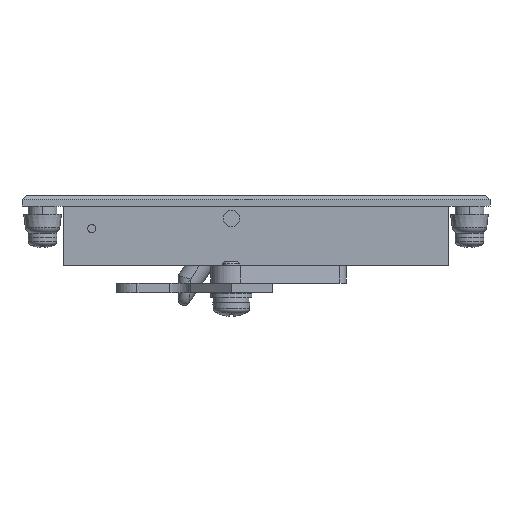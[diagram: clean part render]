
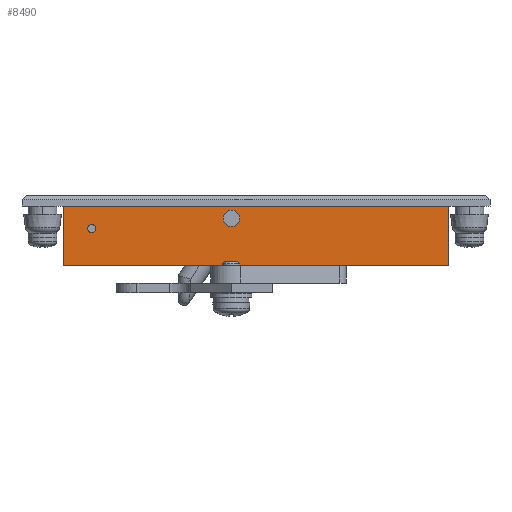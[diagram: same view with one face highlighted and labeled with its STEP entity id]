
A CAD part, left-side view. The second image highlights one B-rep face of the part: STEP entity #8490.
In plain terms, the highlighted planar face has unit normal (-1, 0, 0).
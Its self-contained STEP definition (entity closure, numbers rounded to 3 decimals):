
#158 = ORIENTED_EDGE ( 'NONE', *, *, #694, .F. ) ;
#516 = CARTESIAN_POINT ( 'NONE',  ( -10.5, 41., 121.325 ) ) ;
#694 = EDGE_CURVE ( 'NONE', #10103, #12849, #6620, .T. ) ;
#799 = VERTEX_POINT ( 'NONE', #7654 ) ;
#1590 = EDGE_CURVE ( 'NONE', #2003, #799, #13021, .T. ) ;
#2003 = VERTEX_POINT ( 'NONE', #4454 ) ;
#2206 = VERTEX_POINT ( 'NONE', #4553 ) ;
#2345 = VERTEX_POINT ( 'NONE', #2497 ) ;
#2382 = CARTESIAN_POINT ( 'NONE',  ( -10.5, 34., -3.5 ) ) ;
#2497 = CARTESIAN_POINT ( 'NONE',  ( -10.5, 41., -11.5 ) ) ;
#2651 = DIRECTION ( 'NONE',  ( 0., 0., -1. ) ) ;
#2726 = VERTEX_POINT ( 'NONE', #3500 ) ;
#2983 = DIRECTION ( 'NONE',  ( 0., 1., 0. ) ) ;
#3001 = PLANE ( 'NONE',  #9116 ) ;
#3094 = AXIS2_PLACEMENT_3D ( 'NONE', #6758, #7865, #10249 ) ;
#3473 = CARTESIAN_POINT ( 'NONE',  ( -10.5, 34., -2.5 ) ) ;
#3494 = EDGE_CURVE ( 'NONE', #7073, #2726, #12782, .T. ) ;
#3500 = CARTESIAN_POINT ( 'NONE',  ( -10.5, 34., -1.5 ) ) ;
#3906 = EDGE_CURVE ( 'NONE', #2726, #7073, #7447, .T. ) ;
#4454 = CARTESIAN_POINT ( 'NONE',  ( -10.5, -53., 3. ) ) ;
#4453 = AXIS2_PLACEMENT_3D ( 'NONE', #10939, #7553, #12069 ) ;
#4530 = LINE ( 'NONE', #10238, #5258 ) ;
#4552 = DIRECTION ( 'NONE',  ( 0., 1., 0. ) ) ;
#4553 = CARTESIAN_POINT ( 'NONE',  ( -10.5, 41., 3. ) ) ;
#5143 = EDGE_CURVE ( 'NONE', #799, #2345, #4530, .T. ) ;
#5165 = ORIENTED_EDGE ( 'NONE', *, *, #3494, .F. ) ;
#5258 = VECTOR ( 'NONE', #4552, 1000. ) ;
#5439 = EDGE_CURVE ( 'NONE', #2206, #2345, #13458, .T. ) ;
#5958 = DIRECTION ( 'NONE',  ( -1., 0., 0. ) ) ;
#6441 = EDGE_LOOP ( 'NONE', ( #5165, #7912 ) ) ;
#6479 = EDGE_LOOP ( 'NONE', ( #8592, #10141, #11076, #11898 ) ) ;
#6620 = CIRCLE ( 'NONE', #7516, 2. ) ;
#6758 = CARTESIAN_POINT ( 'NONE',  ( -10.5, 0., 0. ) ) ;
#7010 = DIRECTION ( 'NONE',  ( 0., -1., 0. ) ) ;
#7073 = VERTEX_POINT ( 'NONE', #2382 ) ;
#7109 = CIRCLE ( 'NONE', #3094, 2. ) ;
#7141 = LINE ( 'NONE', #10168, #12831 ) ;
#7294 = FACE_BOUND ( 'NONE', #12234, .T. ) ;
#7389 = CARTESIAN_POINT ( 'NONE',  ( -10.5, 0., 2. ) ) ;
#7447 = CIRCLE ( 'NONE', #4453, 1. ) ;
#7450 = EDGE_CURVE ( 'NONE', #2003, #2206, #7141, .T. ) ;
#7473 = CARTESIAN_POINT ( 'NONE',  ( -10.5, 41., 121.325 ) ) ;
#7516 = AXIS2_PLACEMENT_3D ( 'NONE', #12673, #5958, #7010 ) ;
#7553 = DIRECTION ( 'NONE',  ( -1., 0., 0. ) ) ;
#7654 = CARTESIAN_POINT ( 'NONE',  ( -10.5, -53., -11.5 ) ) ;
#7865 = DIRECTION ( 'NONE',  ( -1., 0., 0. ) ) ;
#7912 = ORIENTED_EDGE ( 'NONE', *, *, #3906, .F. ) ;
#8086 = ORIENTED_EDGE ( 'NONE', *, *, #8137, .F. ) ;
#8137 = EDGE_CURVE ( 'NONE', #12849, #10103, #7109, .T. ) ;
#8351 = CARTESIAN_POINT ( 'NONE',  ( -10.5, -53., 121.325 ) ) ;
#8381 = VECTOR ( 'NONE', #2651, 1000. ) ;
#8490 = ADVANCED_FACE ( 'NONE', ( #7294, #8700, #13693 ), #3001, .T. ) ;
#8592 = ORIENTED_EDGE ( 'NONE', *, *, #7450, .T. ) ;
#8700 = FACE_BOUND ( 'NONE', #6441, .T. ) ;
#9116 = AXIS2_PLACEMENT_3D ( 'NONE', #7473, #13295, #14441 ) ;
#10103 = VERTEX_POINT ( 'NONE', #11276 ) ;
#10141 = ORIENTED_EDGE ( 'NONE', *, *, #5439, .T. ) ;
#10168 = CARTESIAN_POINT ( 'NONE',  ( -10.5, 41., 3. ) ) ;
#10238 = CARTESIAN_POINT ( 'NONE',  ( -10.5, 41., -11.5 ) ) ;
#10249 = DIRECTION ( 'NONE',  ( 0., -1., 0. ) ) ;
#10379 = DIRECTION ( 'NONE',  ( -1., 0., 0. ) ) ;
#10939 = CARTESIAN_POINT ( 'NONE',  ( -10.5, 34., -2.5 ) ) ;
#11076 = ORIENTED_EDGE ( 'NONE', *, *, #5143, .F. ) ;
#11276 = CARTESIAN_POINT ( 'NONE',  ( -10.5, 0., -2. ) ) ;
#11349 = AXIS2_PLACEMENT_3D ( 'NONE', #3473, #10379, #12605 ) ;
#11792 = DIRECTION ( 'NONE',  ( 0., 0., -1. ) ) ;
#11898 = ORIENTED_EDGE ( 'NONE', *, *, #1590, .F. ) ;
#12069 = DIRECTION ( 'NONE',  ( 0., -1., 0. ) ) ;
#12200 = VECTOR ( 'NONE', #11792, 1000. ) ;
#12234 = EDGE_LOOP ( 'NONE', ( #158, #8086 ) ) ;
#12605 = DIRECTION ( 'NONE',  ( 0., -1., 0. ) ) ;
#12673 = CARTESIAN_POINT ( 'NONE',  ( -10.5, 0., 0. ) ) ;
#12782 = CIRCLE ( 'NONE', #11349, 1. ) ;
#12831 = VECTOR ( 'NONE', #2983, 1000. ) ;
#12849 = VERTEX_POINT ( 'NONE', #7389 ) ;
#13021 = LINE ( 'NONE', #8351, #8381 ) ;
#13295 = DIRECTION ( 'NONE',  ( -1., 0., 0. ) ) ;
#13458 = LINE ( 'NONE', #516, #12200 ) ;
#13693 = FACE_OUTER_BOUND ( 'NONE', #6479, .T. ) ;
#14441 = DIRECTION ( 'NONE',  ( 0., -1., 0. ) ) ;
